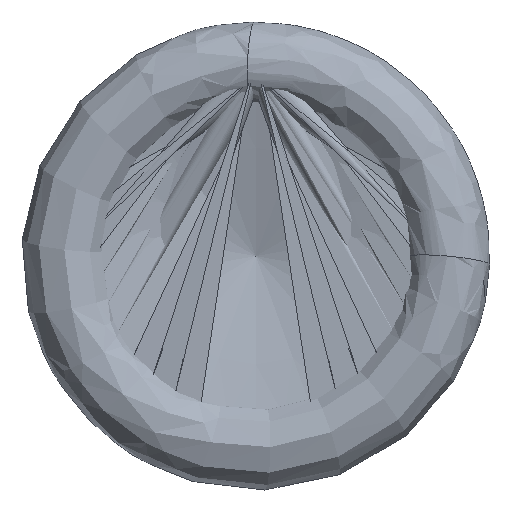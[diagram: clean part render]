
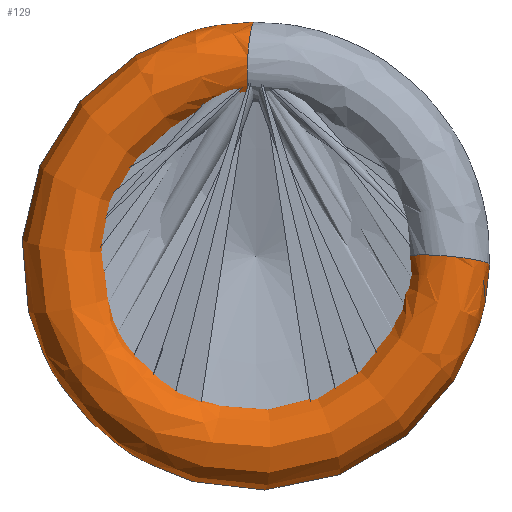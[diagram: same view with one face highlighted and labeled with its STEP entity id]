
A CAD part, left-side view. The second image highlights one B-rep face of the part: STEP entity #129.
In plain terms, the highlighted free-form (B-spline) face has degree [3, 3] with [7, 7] control points.
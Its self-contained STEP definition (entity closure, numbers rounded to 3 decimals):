
#129=ADVANCED_FACE('',(#142,#143),#140,.F.);
#140=(
BOUNDED_SURFACE()
B_SPLINE_SURFACE(3,3,((#296,#297,#298,#299,#300,#301,#302),(#303,#304,#305,
#306,#307,#308,#309),(#310,#311,#312,#313,#314,#315,#316),(#317,#318,#319,
#320,#321,#322,#323),(#324,#325,#326,#327,#328,#329,#330),(#331,#332,#333,
#334,#335,#336,#337),(#338,#339,#340,#341,#342,#343,#344)),
 .UNSPECIFIED.,.T.,.F.,.F.)
B_SPLINE_SURFACE_WITH_KNOTS((1,3,3,3,1),(4,3,4),(-0.5,0.,0.5,1.,1.5),(0.,
0.5,1.),.UNSPECIFIED.)
GEOMETRIC_REPRESENTATION_ITEM()
RATIONAL_B_SPLINE_SURFACE(((1.,0.595,0.595,1.,0.595,
0.595,1.),(0.333,0.198,0.198,
0.333,0.198,0.198,0.333),
(0.333,0.198,0.198,0.333,
0.198,0.198,0.333),(1.,0.595,
0.595,1.,0.595,0.595,1.),(0.333,
0.198,0.198,0.333,0.198,
0.198,0.333),(0.333,0.198,
0.198,0.333,0.198,0.198,
0.333),(1.,0.595,0.595,1.,0.595,
0.595,1.)))
REPRESENTATION_ITEM('')
SURFACE()
);
#142=FACE_BOUND('',#162,.T.);
#143=FACE_BOUND('',#163,.T.);
#162=EDGE_LOOP('',(#182));
#163=EDGE_LOOP('',(#183));
#182=ORIENTED_EDGE('',*,*,#213,.T.);
#183=ORIENTED_EDGE('',*,*,#214,.F.);
#202=VERTEX_POINT('',#293);
#203=VERTEX_POINT('',#295);
#213=EDGE_CURVE('',#202,#202,#223,.T.);
#214=EDGE_CURVE('',#203,#203,#224,.T.);
#223=CIRCLE('',#234,6.);
#224=CIRCLE('',#235,6.);
#234=AXIS2_PLACEMENT_3D('',#292,#254,#255);
#235=AXIS2_PLACEMENT_3D('',#294,#256,#257);
#254=DIRECTION('',(0.122,0.992,0.043));
#255=DIRECTION('',(0.992,-0.122,0.005));
#256=DIRECTION('',(0.122,-0.087,0.989));
#257=DIRECTION('',(0.992,0.,-0.122));
#292=CARTESIAN_POINT('',(5.955,0.459,27.009));
#293=CARTESIAN_POINT('',(11.91,-0.275,27.042));
#294=CARTESIAN_POINT('',(5.955,-27.004,-0.728));
#295=CARTESIAN_POINT('',(11.91,-27.004,-1.462));
#296=CARTESIAN_POINT('',(11.91,-27.004,-1.462));
#297=CARTESIAN_POINT('',(11.91,-25.497,-29.277));
#298=CARTESIAN_POINT('',(11.91,0.673,-38.817));
#299=CARTESIAN_POINT('',(11.91,19.727,-18.498));
#300=CARTESIAN_POINT('',(11.91,38.78,1.821));
#301=CARTESIAN_POINT('',(11.91,27.579,27.324));
#302=CARTESIAN_POINT('',(11.91,-0.275,27.042));
#303=CARTESIAN_POINT('',(12.037,-15.048,-0.432));
#304=CARTESIAN_POINT('',(12.037,-14.603,-15.932));
#305=CARTESIAN_POINT('',(12.037,-0.174,-21.612));
#306=CARTESIAN_POINT('',(12.037,10.717,-10.573));
#307=CARTESIAN_POINT('',(12.037,21.608,0.465));
#308=CARTESIAN_POINT('',(12.037,15.734,14.817));
#309=CARTESIAN_POINT('',(12.037,0.229,15.053));
#310=CARTESIAN_POINT('',(0.127,-15.048,1.036));
#311=CARTESIAN_POINT('',(0.127,-16.115,-14.465));
#312=CARTESIAN_POINT('',(0.127,-2.28,-21.534));
#313=CARTESIAN_POINT('',(0.127,9.656,-11.588));
#314=CARTESIAN_POINT('',(0.127,21.592,-1.642));
#315=CARTESIAN_POINT('',(0.127,17.134,13.242));
#316=CARTESIAN_POINT('',(0.127,1.696,14.988));
#317=CARTESIAN_POINT('',(0.,-27.004,0.006));
#318=CARTESIAN_POINT('',(0.,-27.009,-27.809));
#319=CARTESIAN_POINT('',(0.,-1.433,-38.74));
#320=CARTESIAN_POINT('',(0.,18.666,-19.513));
#321=CARTESIAN_POINT('',(0.,38.765,-0.287));
#322=CARTESIAN_POINT('',(0.,28.979,25.749));
#323=CARTESIAN_POINT('',(0.,1.192,26.977));
#324=CARTESIAN_POINT('',(-0.127,-38.959,-1.025));
#325=CARTESIAN_POINT('',(-0.127,-37.903,-41.153));
#326=CARTESIAN_POINT('',(-0.127,-0.586,-55.945));
#327=CARTESIAN_POINT('',(-0.127,27.676,-27.438));
#328=CARTESIAN_POINT('',(-0.127,55.938,1.069));
#329=CARTESIAN_POINT('',(-0.127,40.824,38.257));
#330=CARTESIAN_POINT('',(-0.127,0.688,38.966));
#331=CARTESIAN_POINT('',(11.783,-38.959,-2.493));
#332=CARTESIAN_POINT('',(11.783,-36.391,-42.621));
#333=CARTESIAN_POINT('',(11.783,1.52,-56.023));
#334=CARTESIAN_POINT('',(11.783,28.737,-26.423));
#335=CARTESIAN_POINT('',(11.783,55.953,3.176));
#336=CARTESIAN_POINT('',(11.783,39.424,39.832));
#337=CARTESIAN_POINT('',(11.783,-0.779,39.03));
#338=CARTESIAN_POINT('',(11.91,-27.004,-1.462));
#339=CARTESIAN_POINT('',(11.91,-25.497,-29.277));
#340=CARTESIAN_POINT('',(11.91,0.673,-38.817));
#341=CARTESIAN_POINT('',(11.91,19.727,-18.498));
#342=CARTESIAN_POINT('',(11.91,38.78,1.821));
#343=CARTESIAN_POINT('',(11.91,27.579,27.324));
#344=CARTESIAN_POINT('',(11.91,-0.275,27.042));
